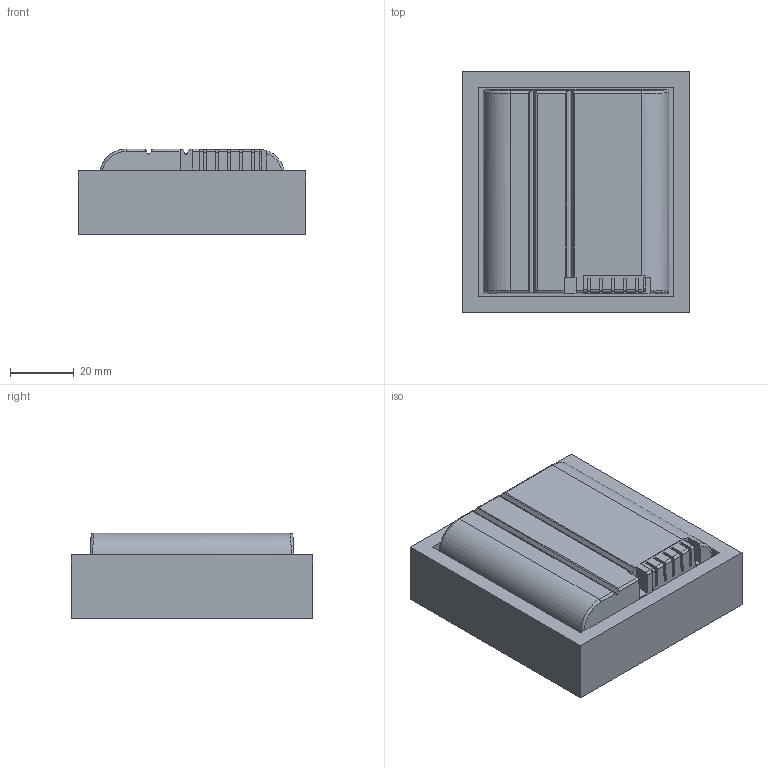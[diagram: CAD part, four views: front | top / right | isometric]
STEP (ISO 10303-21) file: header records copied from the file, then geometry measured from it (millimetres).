
FILE_DESCRIPTION(/* description */ (''),/* implementation_level */ '2;1');
FILE_NAME(/* name */ 'Battery Packv2.step',/* time_stamp */ '2025-08-06T04:08:41-04:00',/* author */ (''),/* organization */ (''),/* preprocessor_version */ 'ST-DEVELOPER v20.1',/* originating_system */ 'Autodesk Translation Framework v14.10.0.0',/* authorisation */ '');
FILE_SCHEMA (('AUTOMOTIVE_DESIGN { 1 0 10303 214 3 1 1 }'));
Length unit declared in the file: millimetre
Products named in the file (1): RRC2054
Bounding box: 71.25 x 75.66 x 26.8 mm (x, y, z)
Volume: 124996.3 mm3; surface area: 25231.9 mm2
Topology: 1 solids, 1 shells, 123 faces, 344 edges, 227 vertices
Faces by surface type: plane 80, cylinder 35, bspline 8
Entity records: 4320 total; most frequent: CARTESIAN_POINT 1061, ORIENTED_EDGE 688, DIRECTION 635, EDGE_CURVE 344, LINE 255, VECTOR 255, VERTEX_POINT 227, AXIS2_PLACEMENT_3D 190
